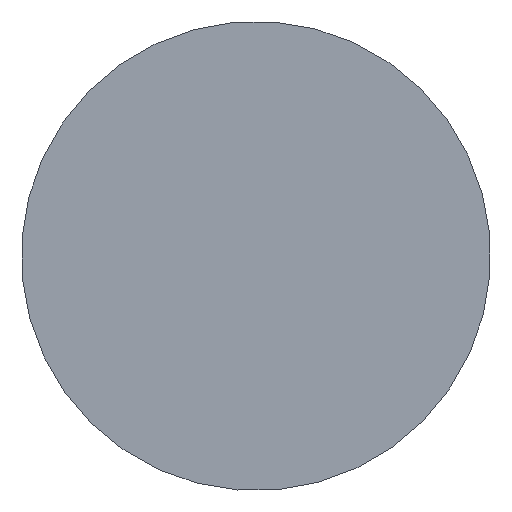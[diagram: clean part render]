
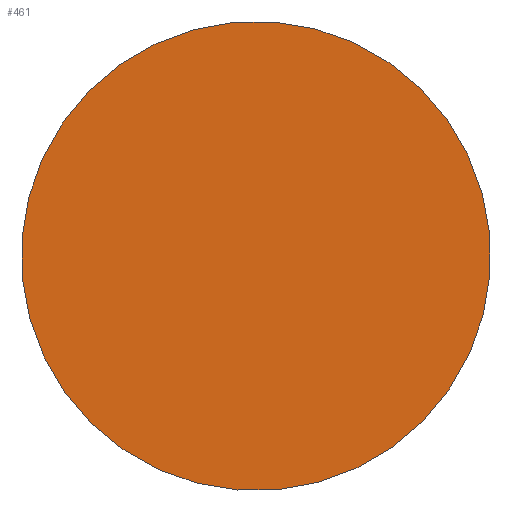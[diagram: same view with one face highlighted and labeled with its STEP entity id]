
A CAD part, front view. The second image highlights one B-rep face of the part: STEP entity #461.
In plain terms, the highlighted planar face has unit normal (0, -1, 0).
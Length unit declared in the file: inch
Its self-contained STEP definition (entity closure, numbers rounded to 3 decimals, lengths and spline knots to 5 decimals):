
#132=FACE_OUTER_BOUND('',#178,.T.);
#178=EDGE_LOOP('',(#384));
#199=CIRCLE('',#523,1.5);
#236=VERTEX_POINT('',#805);
#286=EDGE_CURVE('',#236,#236,#199,.T.);
#384=ORIENTED_EDGE('',*,*,#286,.T.);
#399=PLANE('',#524);
#461=ADVANCED_FACE('',(#132),#399,.T.);
#523=AXIS2_PLACEMENT_3D('',#806,#656,#657);
#524=AXIS2_PLACEMENT_3D('',#807,#658,#659);
#656=DIRECTION('center_axis',(0.,-1.,0.));
#657=DIRECTION('ref_axis',(0.251,0.,0.968));
#658=DIRECTION('center_axis',(0.,-1.,0.));
#659=DIRECTION('ref_axis',(0.251,0.,0.968));
#805=CARTESIAN_POINT('',(0.37595,0.,1.45212));
#806=CARTESIAN_POINT('Origin',(0.,0.,
0.));
#807=CARTESIAN_POINT('Origin',(0.35089,0.,
1.35531));
